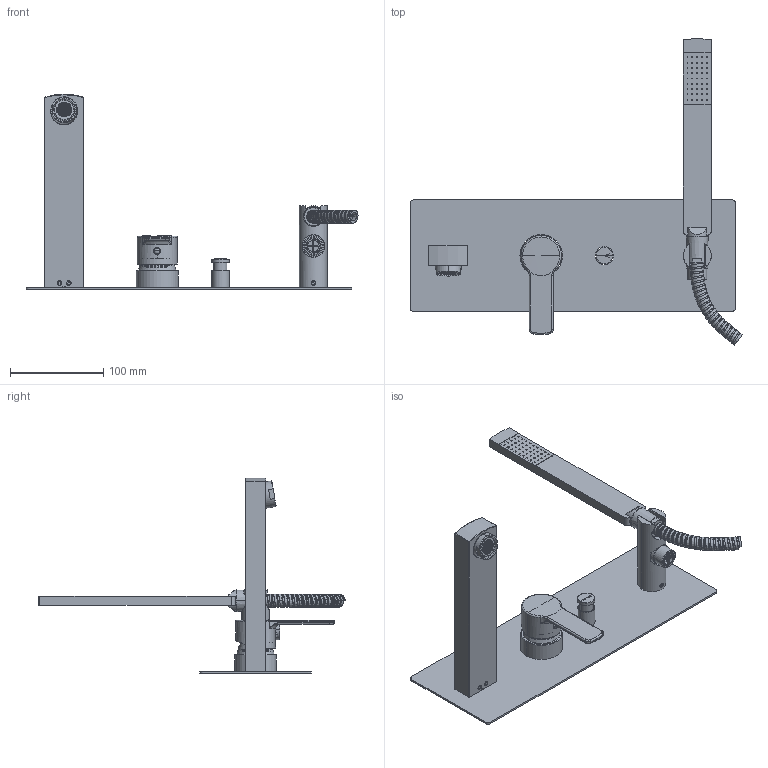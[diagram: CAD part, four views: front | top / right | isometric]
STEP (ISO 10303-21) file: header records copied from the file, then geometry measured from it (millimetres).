
FILE_DESCRIPTION((''),'2;1');
FILE_NAME('WS001CR','2021-11-05T11:34:59',('ut3'),('PAFFONI SpA'),'CREO PARAMETRIC BY PTC INC, 2020044','CREO PARAMETRIC BY PTC INC, 2020044','');
FILE_SCHEMA(('CONFIG_CONTROL_DESIGN','SHAPE_APPEARANCE_LAYERS_GROUPS'));
Products named in the file (1): WS001CR
Bounding box: 356.89 x 329.19 x 210 mm (x, y, z)
Volume: 413630.7 mm3; surface area: 221076.2 mm2
Topology: 8 solids, 8 shells, 3103 faces, 8694 edges, 5636 vertices
Faces by surface type: plane 2381, cylinder 382, torus 120, bspline 97, cone 95, sphere 28
Entity records: 174511 total; most frequent: CARTESIAN_POINT 56190, ORIENTED_EDGE 17350, DIRECTION 16179, EDGE_CURVE 8675, FILL_AREA_STYLE_COLOUR 6058, FILL_AREA_STYLE 6058, SURFACE_STYLE_FILL_AREA 6058, SURFACE_SIDE_STYLE 6058
